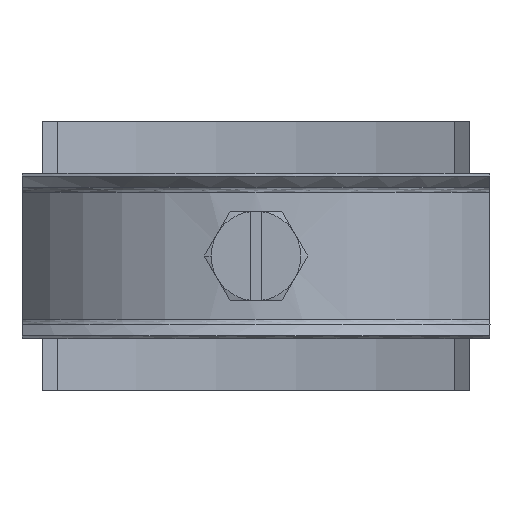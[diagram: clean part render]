
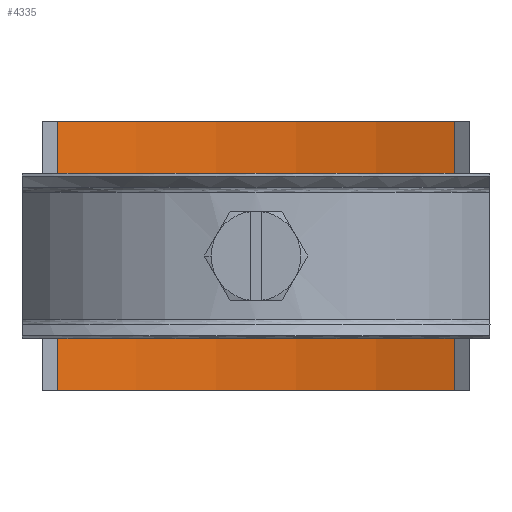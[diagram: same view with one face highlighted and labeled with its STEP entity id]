
A CAD part, front view. The second image highlights one B-rep face of the part: STEP entity #4335.
In plain terms, the highlighted cylindrical face has radius 87.074 mm (diameter 174.147 mm), a partial arc.
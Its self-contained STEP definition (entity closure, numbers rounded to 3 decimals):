
#48 = ORIENTED_EDGE ( 'NONE', *, *, #4401, .F. ) ;
#122 = EDGE_LOOP ( 'NONE', ( #2315, #48, #855, #4196 ) ) ;
#129 = AXIS2_PLACEMENT_3D ( 'NONE', #3389, #1927, #3404 ) ;
#430 = LINE ( 'NONE', #898, #707 ) ;
#707 = VECTOR ( 'NONE', #2661, 1000. ) ;
#855 = ORIENTED_EDGE ( 'NONE', *, *, #3043, .F. ) ;
#898 = CARTESIAN_POINT ( 'NONE',  ( -28.798, -6.4, 19.5 ) ) ;
#991 = CARTESIAN_POINT ( 'NONE',  ( 28.798, -6.4, 19.5 ) ) ;
#1013 = CARTESIAN_POINT ( 'NONE',  ( 28.798, -6.4, -19.5 ) ) ;
#1033 = AXIS2_PLACEMENT_3D ( 'NONE', #4531, #3497, #1689 ) ;
#1141 = AXIS2_PLACEMENT_3D ( 'NONE', #3013, #1581, #3734 ) ;
#1447 = EDGE_CURVE ( 'NONE', #1671, #3120, #1709, .T. ) ;
#1526 = CARTESIAN_POINT ( 'NONE',  ( 28.798, -6.4, 19.5 ) ) ;
#1581 = DIRECTION ( 'NONE',  ( 0., 0., 1. ) ) ;
#1671 = VERTEX_POINT ( 'NONE', #991 ) ;
#1689 = DIRECTION ( 'NONE',  ( 1., 0., 0. ) ) ;
#1709 = LINE ( 'NONE', #1526, #1874 ) ;
#1874 = VECTOR ( 'NONE', #4021, 1000. ) ;
#1927 = DIRECTION ( 'NONE',  ( 0., 0., -1. ) ) ;
#2315 = ORIENTED_EDGE ( 'NONE', *, *, #1447, .F. ) ;
#2639 = CYLINDRICAL_SURFACE ( 'NONE', #1141, 87.074 ) ;
#2661 = DIRECTION ( 'NONE',  ( 0., 0., 1. ) ) ;
#3013 = CARTESIAN_POINT ( 'NONE',  ( 0., -88.574, 19.5 ) ) ;
#3043 = EDGE_CURVE ( 'NONE', #4386, #4519, #430, .T. ) ;
#3051 = CIRCLE ( 'NONE', #1033, 87.074 ) ;
#3112 = CARTESIAN_POINT ( 'NONE',  ( -28.798, -6.4, 19.5 ) ) ;
#3118 = EDGE_CURVE ( 'NONE', #4386, #3120, #3051, .T. ) ;
#3120 = VERTEX_POINT ( 'NONE', #1013 ) ;
#3198 = FACE_OUTER_BOUND ( 'NONE', #122, .T. ) ;
#3389 = CARTESIAN_POINT ( 'NONE',  ( 0., -88.574, 19.5 ) ) ;
#3404 = DIRECTION ( 'NONE',  ( 1., 0., 0. ) ) ;
#3497 = DIRECTION ( 'NONE',  ( 0., 0., -1. ) ) ;
#3734 = DIRECTION ( 'NONE',  ( 1., 0., 0. ) ) ;
#4021 = DIRECTION ( 'NONE',  ( 0., 0., -1. ) ) ;
#4196 = ORIENTED_EDGE ( 'NONE', *, *, #3118, .T. ) ;
#4335 = ADVANCED_FACE ( 'NONE', ( #3198 ), #2639, .F. ) ;
#4386 = VERTEX_POINT ( 'NONE', #4475 ) ;
#4401 = EDGE_CURVE ( 'NONE', #4519, #1671, #4476, .T. ) ;
#4475 = CARTESIAN_POINT ( 'NONE',  ( -28.798, -6.4, -19.5 ) ) ;
#4476 = CIRCLE ( 'NONE', #129, 87.074 ) ;
#4519 = VERTEX_POINT ( 'NONE', #3112 ) ;
#4531 = CARTESIAN_POINT ( 'NONE',  ( 0., -88.574, -19.5 ) ) ;
